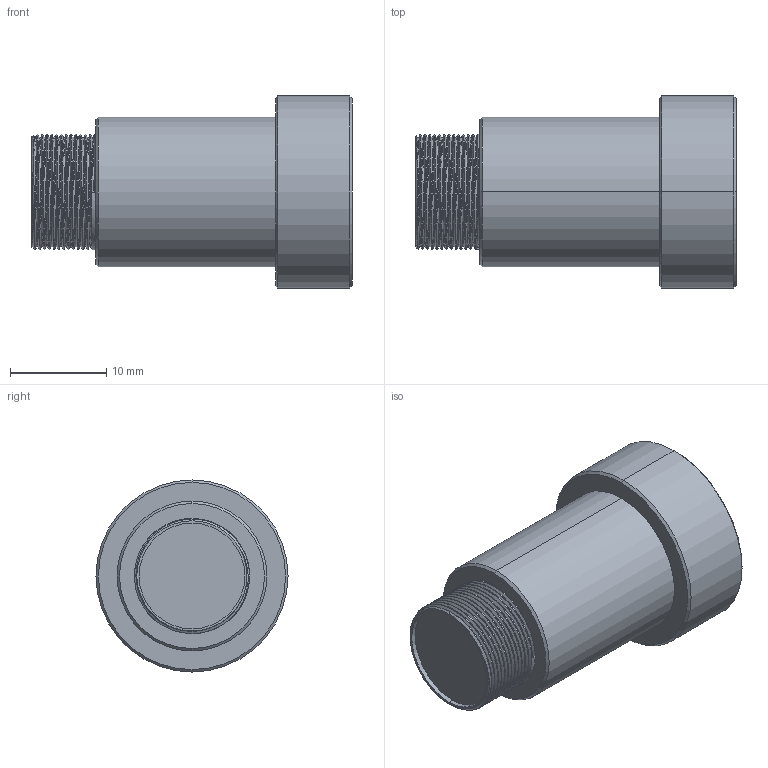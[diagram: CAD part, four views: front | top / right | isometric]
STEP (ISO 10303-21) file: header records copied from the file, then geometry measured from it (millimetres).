
FILE_DESCRIPTION(('Open CASCADE Model'),'2;1');
FILE_NAME('Open CASCADE Shape Model','2026-02-14T10:50:15',('Author'),( 'Open CASCADE'),'Open CASCADE STEP processor 7.7','Open CASCADE 7.7' ,'Unknown');
FILE_SCHEMA(('AUTOMOTIVE_DESIGN { 1 0 10303 214 1 1 1 1 }'));
Length unit declared in the file: millimetre
Products named in the file (2): Open CASCADE STEP translator 7.7 2; L046-35-M12
Assembly tree (1 placements, depth 2):
  Open CASCADE STEP translator 7.7 2
    L046-35-M12
Bounding box: 33.4 x 20 x 20 mm (x, y, z)
Volume: 6466.8 mm3; surface area: 2465.8 mm2
Topology: 1 solids, 1 shells, 53 faces, 138 edges, 90 vertices
Faces by surface type: cylinder 32, cone 11, plane 6, bspline 3, sphere 1
Entity records: 6721 total; most frequent: CARTESIAN_POINT 4168, DIRECTION 411, ORIENTED_EDGE 274, PCURVE 274, DEFINITIONAL_REPRESENTATION 274, LINE 230, VECTOR 230, EDGE_CURVE 137
